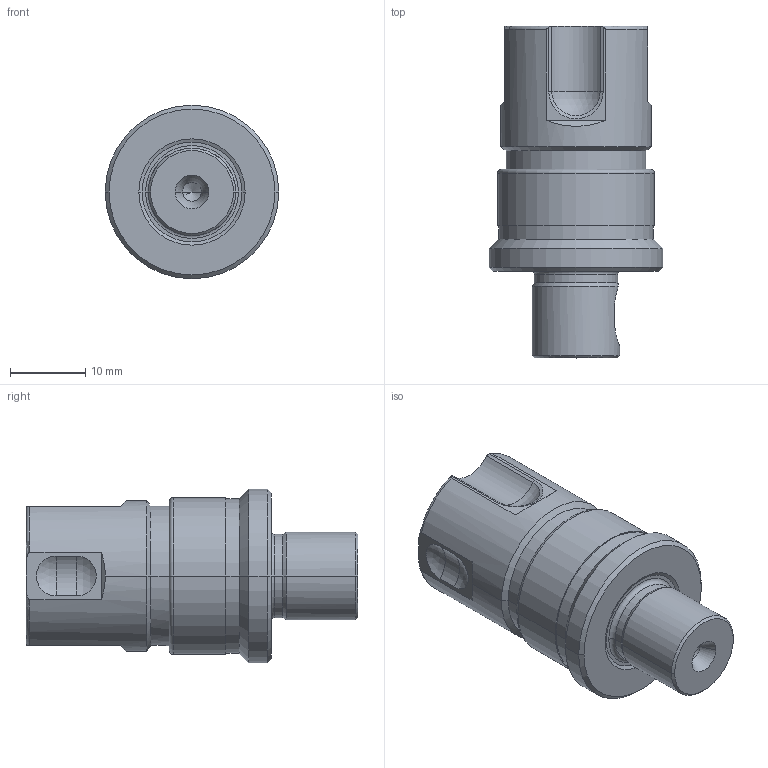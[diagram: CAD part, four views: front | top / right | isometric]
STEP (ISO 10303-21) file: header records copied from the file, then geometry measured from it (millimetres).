
FILE_DESCRIPTION((''),'2;1');
FILE_NAME('23411-MOD','2017-10-20T',('040'),(''),'CREO PARAMETRIC BY PTC INC, 2016260','CREO PARAMETRIC BY PTC INC, 2016260','');
FILE_SCHEMA(('CONFIG_CONTROL_DESIGN'));
Length unit declared in the file: millimetre
Products named in the file (1): 23411-MOD
Bounding box: 23 x 44 x 23 mm (x, y, z)
Volume: 11221.9 mm3; surface area: 3652.5 mm2
Topology: 1 solids, 1 shells, 82 faces, 193 edges, 115 vertices
Faces by surface type: cylinder 23, plane 21, cone 18, torus 12, sphere 6, bspline 2
Entity records: 2739 total; most frequent: CARTESIAN_POINT 857, DIRECTION 390, ORIENTED_EDGE 378, EDGE_CURVE 189, AXIS2_PLACEMENT_3D 159, VERTEX_POINT 115, EDGE_LOOP 90, FACE_OUTER_BOUND 82
